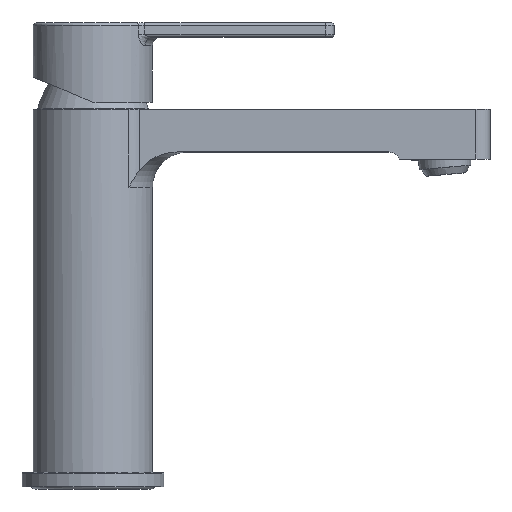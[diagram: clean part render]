
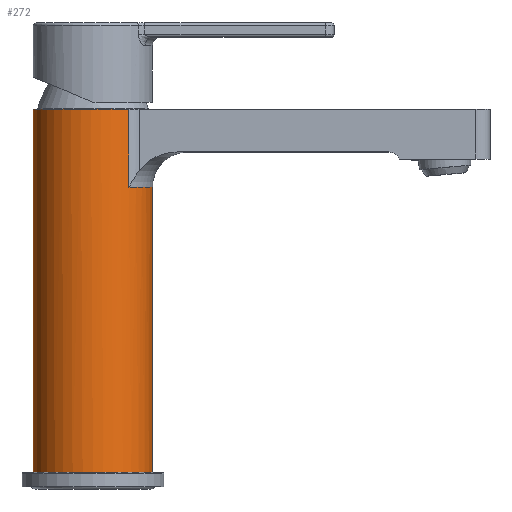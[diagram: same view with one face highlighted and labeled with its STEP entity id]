
A CAD part, top view. The second image highlights one B-rep face of the part: STEP entity #272.
In plain terms, the highlighted cylindrical face has radius 21 mm (diameter 42 mm), a partial arc.
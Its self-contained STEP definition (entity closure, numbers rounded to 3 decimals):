
#2=DIRECTION('',(0.,1.,0.));
#3=VECTOR('',#2,127.);
#4=CARTESIAN_POINT('',(-21.,0.,0.));
#5=LINE('',#4,#3);
#6=DIRECTION('',(0.,1.,0.));
#7=VECTOR('',#6,1.);
#8=CARTESIAN_POINT('',(12.703,127.,-16.722));
#9=LINE('',#8,#7);
#10=CARTESIAN_POINT('',(0.,128.,0.));
#11=DIRECTION('',(0.,1.,0.));
#12=DIRECTION('',(0.605,0.,-0.796));
#13=AXIS2_PLACEMENT_3D('',#10,#11,#12);
#15=CARTESIAN_POINT('',(0.,100.5,0.));
#16=DIRECTION('',(0.,1.,0.));
#17=DIRECTION('',(0.605,0.,0.796));
#18=AXIS2_PLACEMENT_3D('',#15,#16,#17);
#20=CARTESIAN_POINT('',(0.,0.,0.));
#21=DIRECTION('',(0.,-1.,0.));
#22=DIRECTION('',(1.,0.,0.));
#23=AXIS2_PLACEMENT_3D('',#20,#21,#22);
#25=CARTESIAN_POINT('',(0.,127.,0.));
#26=DIRECTION('',(0.,-1.,0.));
#27=DIRECTION('',(-1.,0.,0.));
#28=AXIS2_PLACEMENT_3D('',#25,#26,#27);
#35=DIRECTION('',(0.,1.,0.));
#36=VECTOR('',#35,100.5);
#37=CARTESIAN_POINT('',(21.,0.,0.));
#38=LINE('',#37,#36);
#176=DIRECTION('',(0.,1.,0.));
#177=VECTOR('',#176,27.5);
#178=CARTESIAN_POINT('',(12.703,100.5,16.722));
#179=LINE('',#178,#177);
#199=CARTESIAN_POINT('',(21.,0.,0.));
#200=CARTESIAN_POINT('',(-21.,0.,0.));
#201=VERTEX_POINT('',#199);
#202=VERTEX_POINT('',#200);
#203=CARTESIAN_POINT('',(21.,100.5,0.));
#204=VERTEX_POINT('',#203);
#205=CARTESIAN_POINT('',(12.703,128.,16.722));
#207=VERTEX_POINT('',#205);
#214=CARTESIAN_POINT('',(12.703,128.,-16.722));
#216=VERTEX_POINT('',#214);
#241=CARTESIAN_POINT('',(-21.,127.,0.));
#242=CARTESIAN_POINT('',(12.703,127.,-16.722));
#243=VERTEX_POINT('',#241);
#244=VERTEX_POINT('',#242);
#247=CARTESIAN_POINT('',(12.703,100.5,16.722));
#248=VERTEX_POINT('',#247);
#249=CARTESIAN_POINT('',(0.,134.4,0.));
#250=DIRECTION('',(0.,-1.,0.));
#251=DIRECTION('',(-1.,0.,0.));
#252=AXIS2_PLACEMENT_3D('',#249,#250,#251);
#253=CYLINDRICAL_SURFACE('',#252,21.);
#255=ORIENTED_EDGE('',*,*,#254,.T.);
#257=ORIENTED_EDGE('',*,*,#256,.T.);
#259=ORIENTED_EDGE('',*,*,#258,.T.);
#261=ORIENTED_EDGE('',*,*,#260,.T.);
#263=ORIENTED_EDGE('',*,*,#262,.F.);
#265=ORIENTED_EDGE('',*,*,#264,.T.);
#267=ORIENTED_EDGE('',*,*,#266,.F.);
#269=ORIENTED_EDGE('',*,*,#268,.T.);
#270=EDGE_LOOP('',(#255,#257,#259,#261,#263,#265,#267,#269));
#271=FACE_OUTER_BOUND('',#270,.F.);
#272=ADVANCED_FACE('',(#271),#253,.T.);
#14=CIRCLE('',#13,21.);
#19=CIRCLE('',#18,21.);
#24=CIRCLE('',#23,21.);
#29=CIRCLE('',#28,21.);
#254=EDGE_CURVE('',#202,#243,#5,.T.);
#256=EDGE_CURVE('',#243,#244,#29,.T.);
#258=EDGE_CURVE('',#244,#216,#9,.T.);
#260=EDGE_CURVE('',#216,#207,#14,.T.);
#262=EDGE_CURVE('',#248,#207,#179,.T.);
#264=EDGE_CURVE('',#248,#204,#19,.T.);
#266=EDGE_CURVE('',#201,#204,#38,.T.);
#268=EDGE_CURVE('',#201,#202,#24,.T.);
